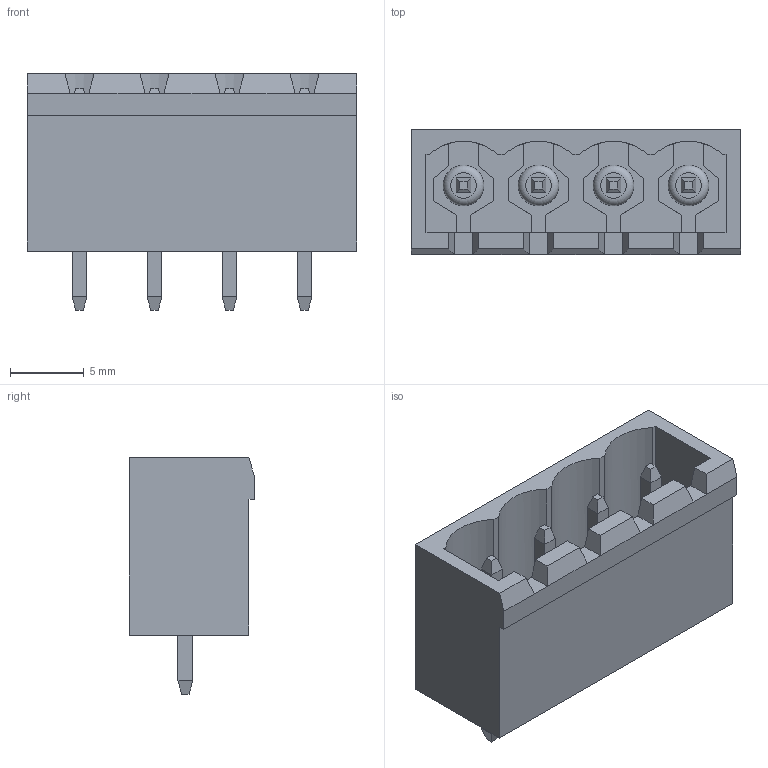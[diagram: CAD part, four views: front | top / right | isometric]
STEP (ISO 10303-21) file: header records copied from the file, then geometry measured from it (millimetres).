
FILE_DESCRIPTION( ( 'Unknown' ), '1' );
FILE_NAME( '691311500104.stp', 'Unknown', ( 'Unknown' ), ( 'Unknown' ), 'PSStep 15.0.49', 'Unknown', ' ' );
FILE_SCHEMA( ( 'AUTOMOTIVE_DESIGN { 1 0 10303 214 1 1 1 1 }' ) );
Length unit declared in the file: millimetre
Products named in the file (3): Assem1; 6913115001xx_PIN; 691311500104
Assembly tree (5 placements, depth 2):
  Assem1
    6913115001xx_PIN  x4
    691311500104
Bounding box: 22.32 x 8.5 x 16 mm (x, y, z)
Volume: 999.9 mm3; surface area: 2197.9 mm2
Topology: 5 solids, 5 shells, 203 faces, 539 edges, 346 vertices
Faces by surface type: plane 191, cylinder 8, torus 4
Full cylindrical faces by diameter (mm): 2.75 x4
Entity records: 6415 total; most frequent: CARTESIAN_POINT 904, ORIENTED_EDGE 886, DIRECTION 805, EDGE_CURVE 443, LINE 415, VECTOR 415, VERTEX_POINT 294, AXIS2_PLACEMENT_3D 195
